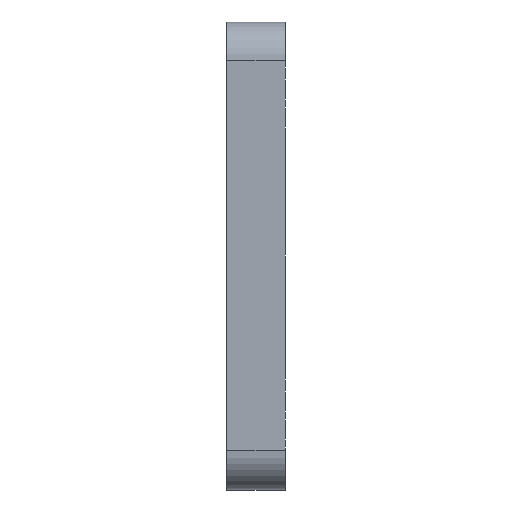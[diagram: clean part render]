
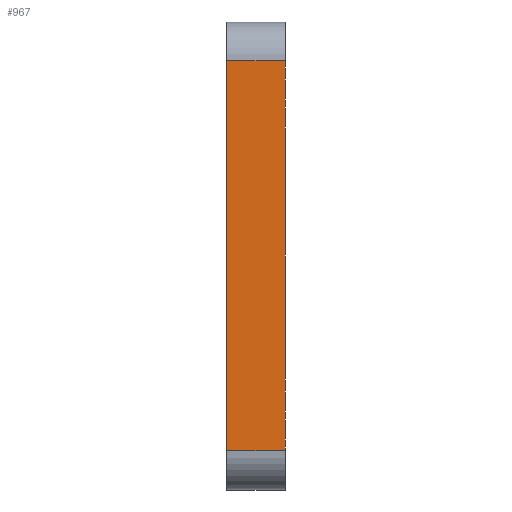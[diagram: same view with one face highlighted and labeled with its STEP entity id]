
A CAD part, left-side view. The second image highlights one B-rep face of the part: STEP entity #967.
In plain terms, the highlighted planar face has unit normal (-1, 0, 0).
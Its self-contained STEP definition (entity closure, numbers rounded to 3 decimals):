
#51 = CARTESIAN_POINT ( 'NONE',  ( 0., 1.5, 12. ) ) ;
#54 = VERTEX_POINT ( 'NONE', #548 ) ;
#64 = CARTESIAN_POINT ( 'NONE',  ( 0., 1.5, 10. ) ) ;
#77 = FACE_OUTER_BOUND ( 'NONE', #468, .T. ) ;
#173 = DIRECTION ( 'NONE',  ( 1., 0., 0. ) ) ;
#176 = DIRECTION ( 'NONE',  ( 0., 0., 1. ) ) ;
#251 = CARTESIAN_POINT ( 'NONE',  ( 0., 0., -10. ) ) ;
#301 = VECTOR ( 'NONE', #1414, 1000. ) ;
#357 = DIRECTION ( 'NONE',  ( 0., -1., 0. ) ) ;
#364 = ORIENTED_EDGE ( 'NONE', *, *, #1262, .T. ) ;
#367 = LINE ( 'NONE', #251, #1198 ) ;
#441 = VERTEX_POINT ( 'NONE', #615 ) ;
#468 = EDGE_LOOP ( 'NONE', ( #1081, #1035, #1260, #364 ) ) ;
#475 = AXIS2_PLACEMENT_3D ( 'NONE', #635, #173, #986 ) ;
#548 = CARTESIAN_POINT ( 'NONE',  ( 0., 1.5, -10. ) ) ;
#615 = CARTESIAN_POINT ( 'NONE',  ( 0., -1.5, 10. ) ) ;
#635 = CARTESIAN_POINT ( 'NONE',  ( 0., 0., 0. ) ) ;
#791 = EDGE_CURVE ( 'NONE', #441, #829, #931, .T. ) ;
#797 = EDGE_CURVE ( 'NONE', #54, #829, #367, .T. ) ;
#829 = VERTEX_POINT ( 'NONE', #1072 ) ;
#931 = LINE ( 'NONE', #1186, #301 ) ;
#945 = VECTOR ( 'NONE', #176, 1000. ) ;
#967 = ADVANCED_FACE ( 'NONE', ( #77 ), #1332, .F. ) ;
#978 = LINE ( 'NONE', #51, #945 ) ;
#986 = DIRECTION ( 'NONE',  ( 0., 0., -1. ) ) ;
#1028 = VERTEX_POINT ( 'NONE', #64 ) ;
#1035 = ORIENTED_EDGE ( 'NONE', *, *, #797, .T. ) ;
#1051 = LINE ( 'NONE', #1102, #1288 ) ;
#1072 = CARTESIAN_POINT ( 'NONE',  ( 0., -1.5, -10. ) ) ;
#1081 = ORIENTED_EDGE ( 'NONE', *, *, #1307, .F. ) ;
#1102 = CARTESIAN_POINT ( 'NONE',  ( 0., 0., 10. ) ) ;
#1186 = CARTESIAN_POINT ( 'NONE',  ( 0., -1.5, 12. ) ) ;
#1198 = VECTOR ( 'NONE', #357, 1000. ) ;
#1222 = DIRECTION ( 'NONE',  ( 0., 1., 0. ) ) ;
#1260 = ORIENTED_EDGE ( 'NONE', *, *, #791, .F. ) ;
#1262 = EDGE_CURVE ( 'NONE', #441, #1028, #1051, .T. ) ;
#1288 = VECTOR ( 'NONE', #1222, 1000. ) ;
#1307 = EDGE_CURVE ( 'NONE', #54, #1028, #978, .T. ) ;
#1332 = PLANE ( 'NONE',  #475 ) ;
#1414 = DIRECTION ( 'NONE',  ( 0., 0., -1. ) ) ;
